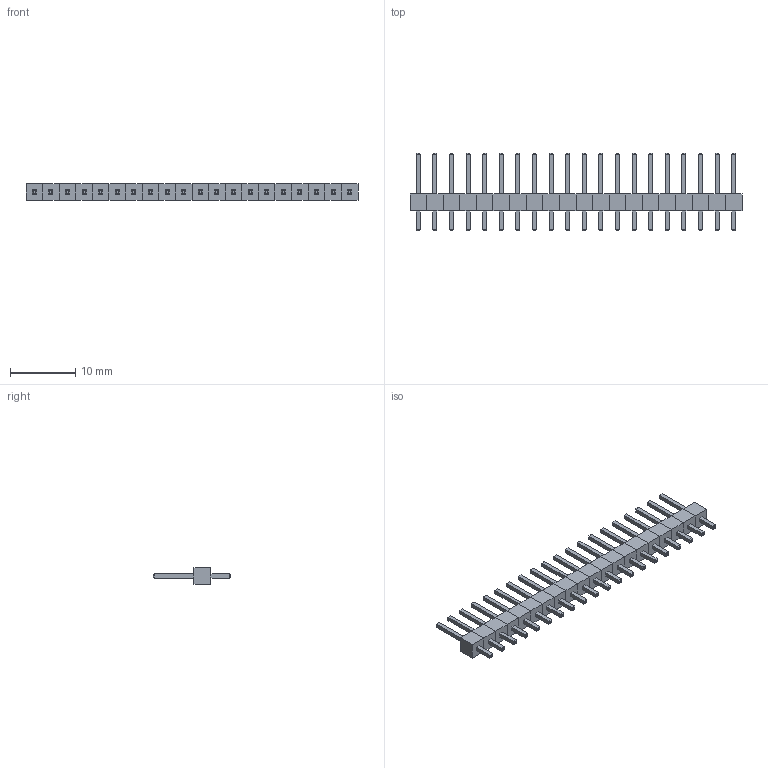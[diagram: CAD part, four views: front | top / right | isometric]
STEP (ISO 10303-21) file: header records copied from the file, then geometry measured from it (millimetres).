
FILE_DESCRIPTION(('STEP AP203'), '1');
FILE_NAME('SNP346-20VP21-1', '2020-01-21T06:12:27', ('UNSPECIFIED'), ('UNSPECIFIED'), 'ASCON STEP Converter 1.3', 'ASCON Math Kernel', '');
FILE_SCHEMA(('CONFIG_CONTROL_DESIGN'));
Length unit declared in the file: millimetre
Assembly tree (20 placements, depth 2):
  (unnamed)
    (unnamed)  x20
Bounding box: 50.8 x 11.8 x 2.54 mm (x, y, z)
Volume: 405.3 mm3; surface area: 1241.3 mm2
Topology: 20 solids, 20 shells, 520 faces, 1102 edges, 684 vertices
Faces by surface type: plane 500, cylinder 20
Full cylindrical faces by diameter (mm): 0.4 x20
Entity records: 1473 total; most frequent: DIRECTION 152, CARTESIAN_POINT 137, ORIENTED_EDGE 108, LINE 54, VECTOR 54, EDGE_CURVE 54, AXIS2_PLACEMENT_3D 49, DATE_AND_TIME 44
